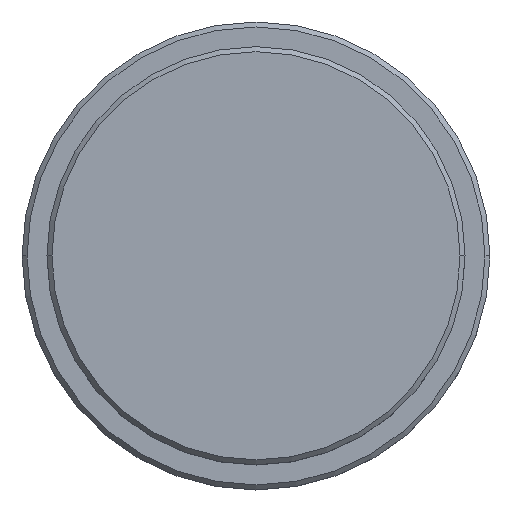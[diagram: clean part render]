
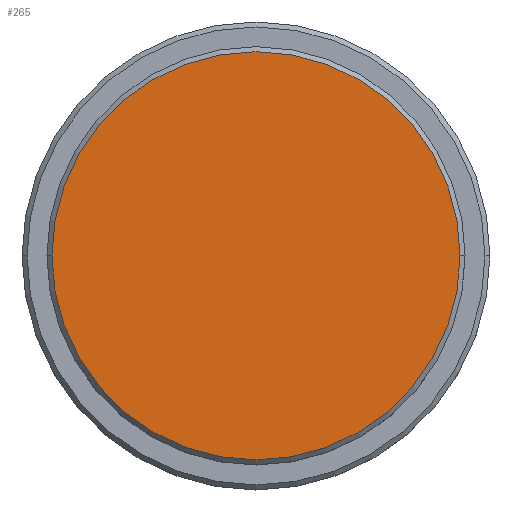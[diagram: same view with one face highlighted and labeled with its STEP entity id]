
A CAD part, top view. The second image highlights one B-rep face of the part: STEP entity #265.
In plain terms, the highlighted planar face has unit normal (0, 0, 1).
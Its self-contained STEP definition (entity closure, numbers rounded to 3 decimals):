
#5 = AXIS2_PLACEMENT_3D ( 'NONE', #663, #542, #985 ) ;
#35 = VERTEX_POINT ( 'NONE', #736 ) ;
#47 = ORIENTED_EDGE ( 'NONE', *, *, #1381, .T. ) ;
#76 = AXIS2_PLACEMENT_3D ( 'NONE', #1045, #805, #1227 ) ;
#98 = CARTESIAN_POINT ( 'NONE',  ( 20.5, 0., 0. ) ) ;
#265 = ADVANCED_FACE ( 'NONE', ( #845 ), #500, .T. ) ;
#358 = DIRECTION ( 'NONE',  ( 0., 0., 1. ) ) ;
#500 = PLANE ( 'NONE',  #76 ) ;
#542 = DIRECTION ( 'NONE',  ( 0., 0., 1. ) ) ;
#571 = EDGE_LOOP ( 'NONE', ( #47, #1129 ) ) ;
#611 = CIRCLE ( 'NONE', #5, 20.5 ) ;
#663 = CARTESIAN_POINT ( 'NONE',  ( 0., 0., 0. ) ) ;
#736 = CARTESIAN_POINT ( 'NONE',  ( -20.5, 0., 0. ) ) ;
#805 = DIRECTION ( 'NONE',  ( 0., 0., 1. ) ) ;
#808 = DIRECTION ( 'NONE',  ( 1., 0., 0. ) ) ;
#845 = FACE_OUTER_BOUND ( 'NONE', #571, .T. ) ;
#985 = DIRECTION ( 'NONE',  ( 1., 0., 0. ) ) ;
#1045 = CARTESIAN_POINT ( 'NONE',  ( 0., 0., 0. ) ) ;
#1115 = CARTESIAN_POINT ( 'NONE',  ( 0., 0., 0. ) ) ;
#1129 = ORIENTED_EDGE ( 'NONE', *, *, #1277, .T. ) ;
#1190 = AXIS2_PLACEMENT_3D ( 'NONE', #1115, #358, #808 ) ;
#1227 = DIRECTION ( 'NONE',  ( 1., 0., 0. ) ) ;
#1275 = VERTEX_POINT ( 'NONE', #98 ) ;
#1277 = EDGE_CURVE ( 'NONE', #1275, #35, #611, .T. ) ;
#1284 = CIRCLE ( 'NONE', #1190, 20.5 ) ;
#1381 = EDGE_CURVE ( 'NONE', #35, #1275, #1284, .T. ) ;
